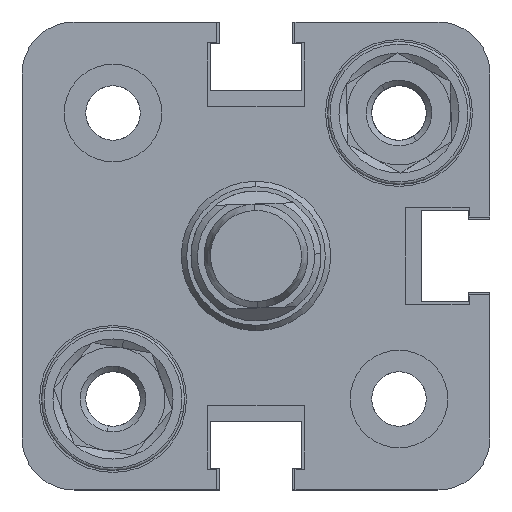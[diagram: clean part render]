
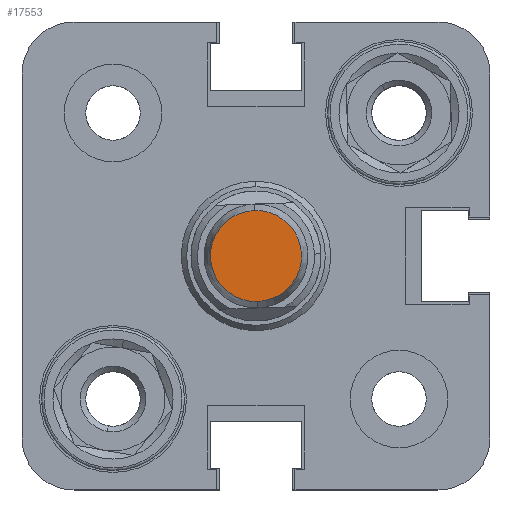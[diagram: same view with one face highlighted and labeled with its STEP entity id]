
A CAD part, left-side view. The second image highlights one B-rep face of the part: STEP entity #17553.
In plain terms, the highlighted face is planar.
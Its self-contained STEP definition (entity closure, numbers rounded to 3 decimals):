
#1765 = VERTEX_POINT ( 'NONE', #9846 ) ;
#2554 = CARTESIAN_POINT ( 'NONE',  ( 16., 0., 0. ) ) ;
#2710 = AXIS2_PLACEMENT_3D ( 'NONE', #22055, #2911, #5009 ) ;
#2911 = DIRECTION ( 'NONE',  ( 1., 0., 0. ) ) ;
#3212 = ORIENTED_EDGE ( 'NONE', *, *, #19591, .T. ) ;
#3915 = FACE_OUTER_BOUND ( 'NONE', #10474, .T. ) ;
#4054 = DIRECTION ( 'NONE',  ( 0., 0., 1. ) ) ;
#5009 = DIRECTION ( 'NONE',  ( 0., 0., 1. ) ) ;
#6756 = DIRECTION ( 'NONE',  ( 0., 0., 1. ) ) ;
#8190 = ORIENTED_EDGE ( 'NONE', *, *, #25521, .T. ) ;
#9803 = DIRECTION ( 'NONE',  ( -1., 0., 0. ) ) ;
#9846 = CARTESIAN_POINT ( 'NONE',  ( 16., 0., 3.5 ) ) ;
#10474 = EDGE_LOOP ( 'NONE', ( #8190, #3212 ) ) ;
#12433 = CARTESIAN_POINT ( 'NONE',  ( 16., 0., 0. ) ) ;
#17553 = ADVANCED_FACE ( 'NONE', ( #3915 ), #26890, .F. ) ;
#18329 = CIRCLE ( 'NONE', #2710, 3.5 ) ;
#18981 = CIRCLE ( 'NONE', #26612, 3.5 ) ;
#19554 = AXIS2_PLACEMENT_3D ( 'NONE', #12433, #9803, #4054 ) ;
#19591 = EDGE_CURVE ( 'NONE', #23921, #1765, #18981, .T. ) ;
#21512 = CARTESIAN_POINT ( 'NONE',  ( 16., 0., -3.5 ) ) ;
#22055 = CARTESIAN_POINT ( 'NONE',  ( 16., 0., 0. ) ) ;
#23675 = DIRECTION ( 'NONE',  ( 1., 0., 0. ) ) ;
#23921 = VERTEX_POINT ( 'NONE', #21512 ) ;
#25521 = EDGE_CURVE ( 'NONE', #1765, #23921, #18329, .T. ) ;
#26612 = AXIS2_PLACEMENT_3D ( 'NONE', #2554, #23675, #6756 ) ;
#26890 = PLANE ( 'NONE',  #19554 ) ;
